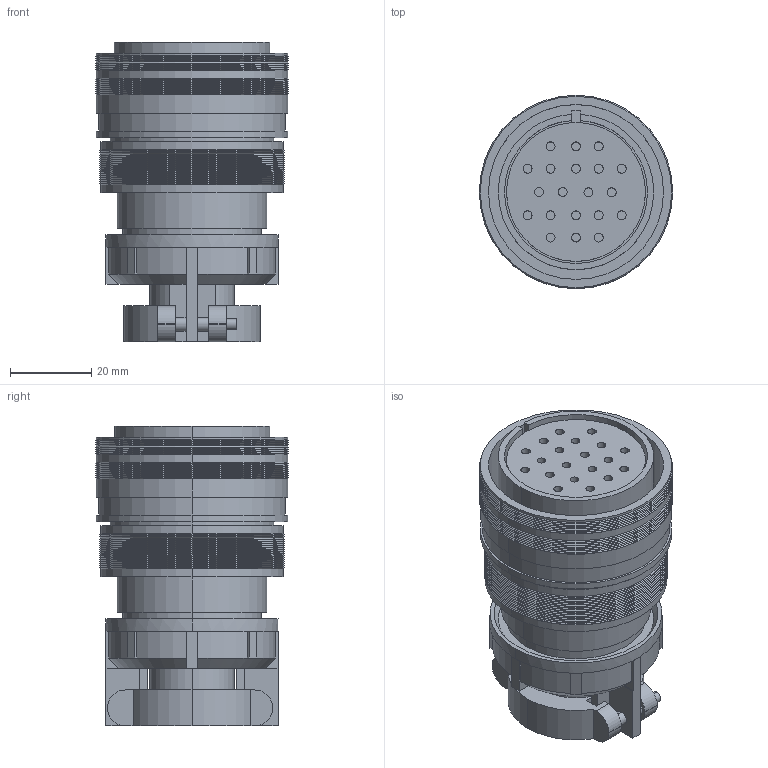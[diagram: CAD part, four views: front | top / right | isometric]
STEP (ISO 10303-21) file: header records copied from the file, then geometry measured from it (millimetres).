
FILE_DESCRIPTION (( 'STEP AP203' ), '1' );
FILE_NAME ('A1181-1-CN.STEP', '2013-11-06T14:19:05', ( '' ), ( '' ), 'SwSTEP 2.0', 'SolidWorks 2012', '' );
FILE_SCHEMA (( 'CONFIG_CONTROL_DESIGN' ));
Length unit declared in the file: inch
Products named in the file (1): A1181-1-CN
Bounding box: 47.74 x 47.74 x 74.01 mm (x, y, z)
Volume: 89660.3 mm3; surface area: 28656.8 mm2
Topology: 1 solids, 1 shells, 390 faces, 871 edges, 519 vertices
Faces by surface type: plane 143, cone 134, cylinder 109, torus 4
Entity records: 10881 total; most frequent: DIRECTION 2030, CARTESIAN_POINT 1875, ORIENTED_EDGE 1742, EDGE_CURVE 871, AXIS2_PLACEMENT_3D 780, VERTEX_POINT 519, LINE 470, VECTOR 470
